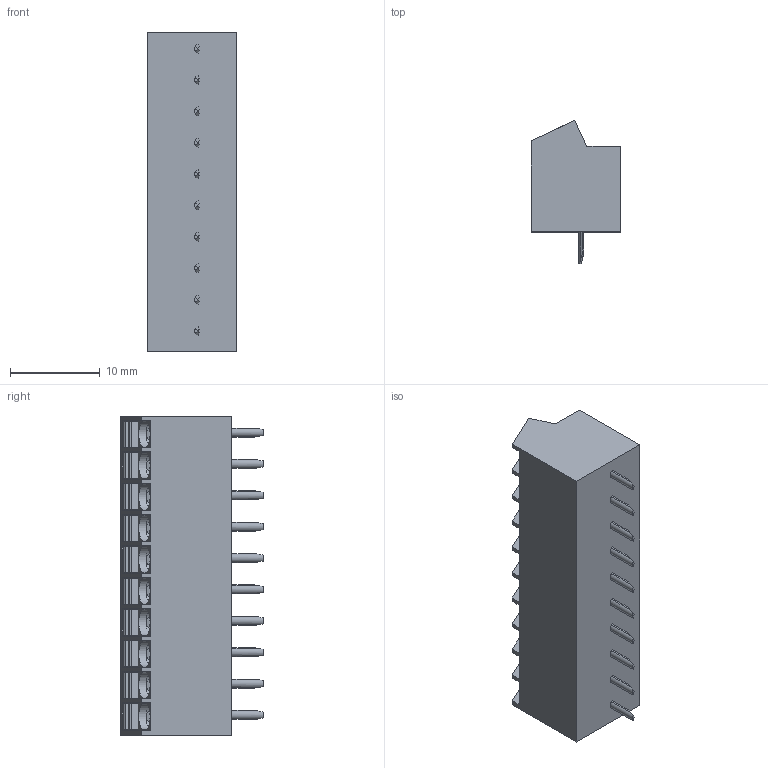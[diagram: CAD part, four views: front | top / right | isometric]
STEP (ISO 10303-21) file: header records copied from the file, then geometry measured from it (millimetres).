
FILE_DESCRIPTION((''),'2;1');
FILE_NAME('PRT0007','2024-09-25T',('sj'),(''),'PRO/ENGINEER BY PARAMETRIC TECHNOLOGY CORPORATION, 2013240','PRO/ENGINEER BY PARAMETRIC TECHNOLOGY CORPORATION, 2013240','');
FILE_SCHEMA(('AUTOMOTIVE_DESIGN_CC2 { 1 2 10303 214 -1 1 5 2 }'));
Length unit declared in the file: millimetre
Products named in the file (1): PRT0007
Bounding box: 10 x 15.9 x 35.6 mm (x, y, z)
Volume: 3523.5 mm3; surface area: 2363.6 mm2
Topology: 1 solids, 1 shells, 418 faces, 1158 edges, 772 vertices
Faces by surface type: plane 298, cylinder 100, cone 20
Entity records: 13589 total; most frequent: CARTESIAN_POINT 2885, ORIENTED_EDGE 2316, DIRECTION 2084, EDGE_CURVE 1158, VECTOR 828, LINE 828, VERTEX_POINT 772, AXIS2_PLACEMENT_3D 628
